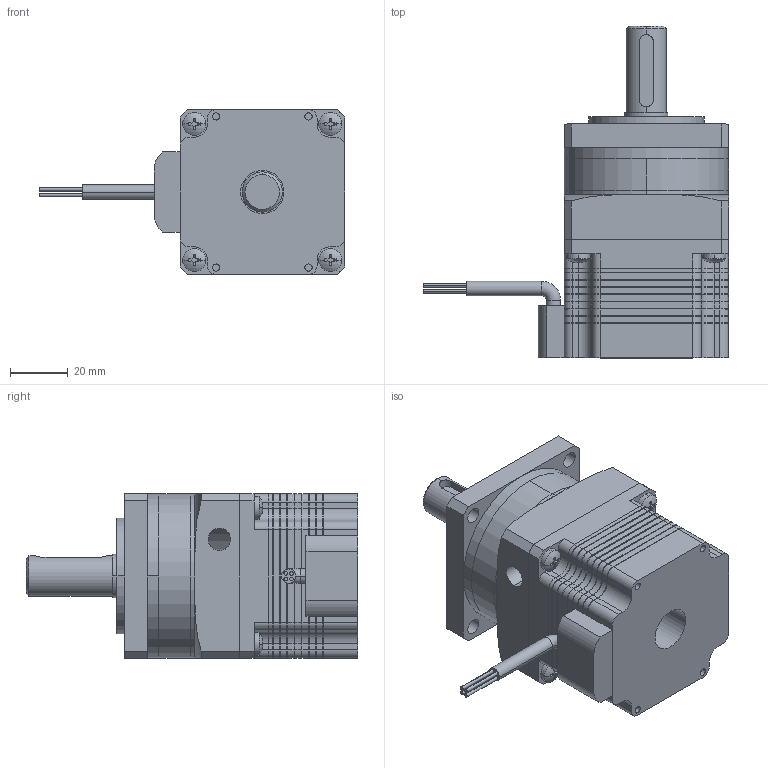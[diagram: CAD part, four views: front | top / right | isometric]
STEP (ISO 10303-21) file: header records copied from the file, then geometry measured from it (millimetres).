
FILE_DESCRIPTION (( 'STEP AP214' ), '1' );
FILE_NAME ('57H241AG珨撰熬厒掀.STEP', '2022-10-24T00:55:36', ( '' ), ( '' ), 'SwSTEP 2.0', 'SolidWorks 2020', '' );
FILE_SCHEMA (( 'AUTOMOTIVE_DESIGN' ));
Length unit declared in the file: millimetre
Products named in the file (11): 珨撰熬厒儂翋极57H241AG; 57H241AG萇儂隅赽; 熬厒儂綴傷裔; cross recessed pan head screws gb_GB_CROSS_SCREWS_TYPE1 M4X10-10  H type-N; 諉盄傷赽; 珨撰熬厒儂57H241AG; 57H241AG珨撰粣; 57H241AG珨撰熬厒掀; 熬厒儂ヶ傷裔; 綴傷裔; ヶ傷裔
Assembly tree (13 placements, depth 3):
  57H241AG珨撰熬厒掀
    57H241AG萇儂隅赽
    ヶ傷裔
    綴傷裔
    珨撰熬厒儂57H241AG
      熬厒儂綴傷裔
      熬厒儂ヶ傷裔
      珨撰熬厒儂翋极57H241AG
    cross recessed pan head screws gb_GB_CROSS_SCREWS_TYPE1 M4X10-10  H type-N  x4
    57H241AG珨撰粣
    諉盄傷赽
Bounding box: 105.73 x 115 x 57 mm (x, y, z)
Volume: 238921.4 mm3; surface area: 67937.1 mm2
Topology: 13 solids, 13 shells, 1118 faces, 2427 edges, 1364 vertices
Faces by surface type: plane 741, cylinder 355, cone 8, sphere 8, torus 6
Entity records: 28142 total; most frequent: DIRECTION 5009, CARTESIAN_POINT 4831, ORIENTED_EDGE 4454, EDGE_CURVE 2227, AXIS2_PLACEMENT_3D 1746, VECTOR 1517, LINE 1517, VERTEX_POINT 1232
